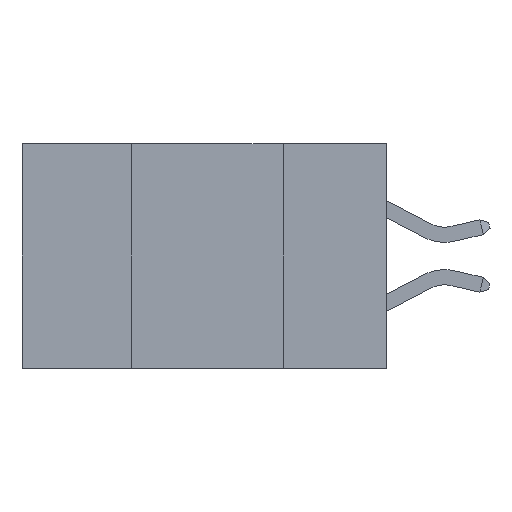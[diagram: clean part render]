
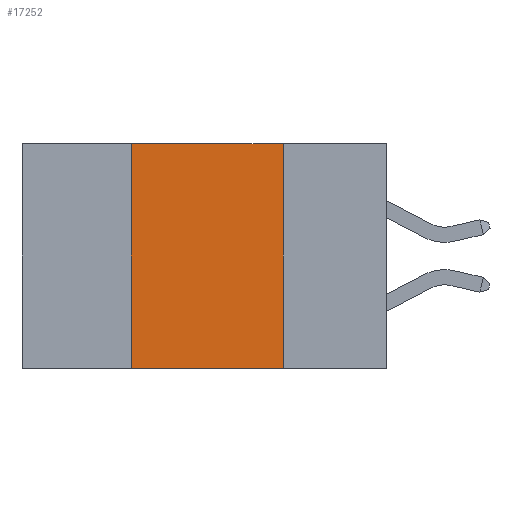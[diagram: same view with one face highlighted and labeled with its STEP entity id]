
A CAD part, left-side view. The second image highlights one B-rep face of the part: STEP entity #17252.
In plain terms, the highlighted planar face has unit normal (-1, 0, 0).
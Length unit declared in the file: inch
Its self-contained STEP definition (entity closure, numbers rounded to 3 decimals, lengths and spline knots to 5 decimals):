
#1151 = PLANE ( 'NONE',  #8780 ) ;
#1384 = CARTESIAN_POINT ( 'NONE',  ( 0., 0.42, 0. ) ) ;
#1924 = ORIENTED_EDGE ( 'NONE', *, *, #19742, .F. ) ;
#3929 = VERTEX_POINT ( 'NONE', #4998 ) ;
#4148 = EDGE_LOOP ( 'NONE', ( #19639, #1924, #5208, #6071 ) ) ;
#4383 = CARTESIAN_POINT ( 'NONE',  ( 0., 0.17, 0. ) ) ;
#4435 = LINE ( 'NONE', #28038, #16304 ) ;
#4998 = CARTESIAN_POINT ( 'NONE',  ( 0., 0.42, 0. ) ) ;
#5208 = ORIENTED_EDGE ( 'NONE', *, *, #21926, .F. ) ;
#6071 = ORIENTED_EDGE ( 'NONE', *, *, #17614, .T. ) ;
#7768 = LINE ( 'NONE', #28253, #11703 ) ;
#8780 = AXIS2_PLACEMENT_3D ( 'NONE', #24229, #27183, #25529 ) ;
#11703 = VECTOR ( 'NONE', #19001, 39.37008 ) ;
#11878 = VERTEX_POINT ( 'NONE', #16273 ) ;
#12406 = CARTESIAN_POINT ( 'NONE',  ( 0., 0.17, 0. ) ) ;
#12619 = VECTOR ( 'NONE', #17468, 39.37008 ) ;
#13868 = FACE_OUTER_BOUND ( 'NONE', #4148, .T. ) ;
#14311 = DIRECTION ( 'NONE',  ( 0., -1., 0. ) ) ;
#16273 = CARTESIAN_POINT ( 'NONE',  ( 0., 0.17, -0.37 ) ) ;
#16304 = VECTOR ( 'NONE', #14311, 39.37008 ) ;
#17252 = ADVANCED_FACE ( 'NONE', ( #13868 ), #1151, .F. ) ;
#17468 = DIRECTION ( 'NONE',  ( 0., 0., 1. ) ) ;
#17614 = EDGE_CURVE ( 'NONE', #24170, #11878, #7768, .T. ) ;
#19001 = DIRECTION ( 'NONE',  ( 0., -1., 0. ) ) ;
#19099 = LINE ( 'NONE', #1384, #12619 ) ;
#19639 = ORIENTED_EDGE ( 'NONE', *, *, #21788, .F. ) ;
#19742 = EDGE_CURVE ( 'NONE', #3929, #27585, #4435, .T. ) ;
#21258 = VECTOR ( 'NONE', #28490, 39.37008 ) ;
#21788 = EDGE_CURVE ( 'NONE', #27585, #11878, #27619, .T. ) ;
#21926 = EDGE_CURVE ( 'NONE', #24170, #3929, #19099, .T. ) ;
#24170 = VERTEX_POINT ( 'NONE', #27789 ) ;
#24229 = CARTESIAN_POINT ( 'NONE',  ( 0., 0.6, 0. ) ) ;
#25529 = DIRECTION ( 'NONE',  ( 0., 0., -1. ) ) ;
#27183 = DIRECTION ( 'NONE',  ( 1., 0., 0. ) ) ;
#27585 = VERTEX_POINT ( 'NONE', #4383 ) ;
#27619 = LINE ( 'NONE', #12406, #21258 ) ;
#27789 = CARTESIAN_POINT ( 'NONE',  ( 0., 0.42, -0.37 ) ) ;
#28038 = CARTESIAN_POINT ( 'NONE',  ( 0., 0.6, 0. ) ) ;
#28253 = CARTESIAN_POINT ( 'NONE',  ( 0., 0.6, -0.37 ) ) ;
#28490 = DIRECTION ( 'NONE',  ( 0., 0., -1. ) ) ;
